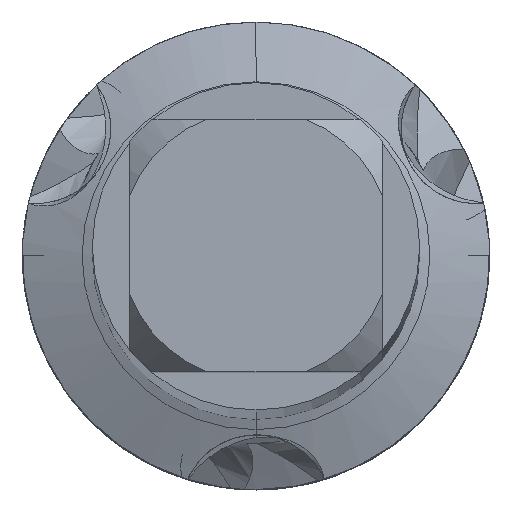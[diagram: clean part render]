
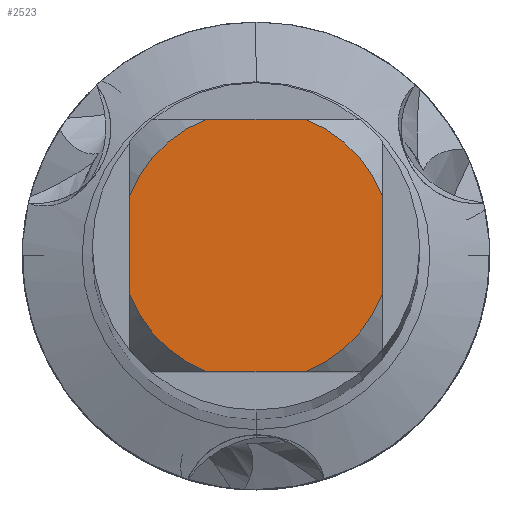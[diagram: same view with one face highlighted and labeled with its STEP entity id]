
A CAD part, top view. The second image highlights one B-rep face of the part: STEP entity #2523.
In plain terms, the highlighted planar face has unit normal (0, 0, 1).
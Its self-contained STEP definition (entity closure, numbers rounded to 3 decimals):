
#1345=VERTEX_POINT('',#3680);
#1411=VERTEX_POINT('',#3751);
#1593=VERTEX_POINT('',#3949);
#1661=VERTEX_POINT('',#4021);
#1773=EDGE_CURVE('',#1345,#2819,#4143,.T.);
#2059=VERTEX_POINT('',#4457);
#2325=EDGE_CURVE('',#2791,#3255,#4752,.T.);
#2409=EDGE_CURVE('',#1345,#1411,#4844,.T.);
#2523=ADVANCED_FACE('',(#4965),#4966,.T.);
#2683=EDGE_CURVE('',#1593,#2819,#5144,.T.);
#2791=VERTEX_POINT('',#5260);
#2819=VERTEX_POINT('',#5289);
#2871=EDGE_CURVE('',#1593,#3255,#5347,.T.);
#2877=EDGE_CURVE('',#1661,#2059,#5353,.T.);
#2887=EDGE_CURVE('',#2791,#2059,#5363,.T.);
#2943=EDGE_CURVE('',#1661,#1411,#5422,.T.);
#3255=VERTEX_POINT('',#5761);
#3680=CARTESIAN_POINT('',(-1.35,0.529,0.0));
#3751=CARTESIAN_POINT('',(-1.35,-0.529,0.0));
#3949=CARTESIAN_POINT('',(0.529,1.35,0.0));
#4021=CARTESIAN_POINT('',(-0.529,-1.35,0.0));
#4143=CIRCLE('',#7735,1.45);
#4457=CARTESIAN_POINT('',(0.529,-1.35,0.0));
#4752=LINE('',#9538,#9539);
#4844=LINE('',#9926,#9927);
#4965=FACE_OUTER_BOUND('',#10232,.T.);
#4966=PLANE('',#10233);
#5144=LINE('',#10819,#10820);
#5260=CARTESIAN_POINT('',(1.35,-0.529,0.0));
#5289=CARTESIAN_POINT('',(-0.529,1.35,0.0));
#5347=CIRCLE('',#11341,1.45);
#5353=LINE('',#11350,#11351);
#5363=CIRCLE('',#11367,1.45);
#5422=CIRCLE('',#11520,1.45);
#5761=CARTESIAN_POINT('',(1.35,0.529,0.0));
#7735=AXIS2_PLACEMENT_3D('',#13509,#13510,#13511);
#9538=CARTESIAN_POINT('',(1.35,0.363,0.0));
#9539=VECTOR('',#14392,1.0);
#9926=CARTESIAN_POINT('',(-1.35,0.363,0.0));
#9927=VECTOR('',#14471,1.0);
#10232=EDGE_LOOP('',(#14559,#14560,#14561,#14562,#14563,#14564,#14565,#14566));
#10233=AXIS2_PLACEMENT_3D('',#14567,#14568,#14569);
#10819=CARTESIAN_POINT('',(0.0,1.35,0.0));
#10820=VECTOR('',#14761,1.0);
#11341=AXIS2_PLACEMENT_3D('',#14965,#14966,#14967);
#11350=CARTESIAN_POINT('',(0.0,-1.35,0.0));
#11351=VECTOR('',#14974,1.0);
#11367=AXIS2_PLACEMENT_3D('',#14978,#14979,#14980);
#11520=AXIS2_PLACEMENT_3D('',#15018,#15019,#15020);
#13509=CARTESIAN_POINT('',(0.0,0.0,0.0));
#13510=DIRECTION('',(0.0,0.0,-1.0));
#13511=DIRECTION('',(0.0,1.0,0.0));
#14392=DIRECTION('',(-0.0,1.0,0.0));
#14471=DIRECTION('',(-0.0,-1.0,0.0));
#14559=ORIENTED_EDGE('',*,*,#2409,.T.);
#14560=ORIENTED_EDGE('',*,*,#2943,.F.);
#14561=ORIENTED_EDGE('',*,*,#2877,.T.);
#14562=ORIENTED_EDGE('',*,*,#2887,.F.);
#14563=ORIENTED_EDGE('',*,*,#2325,.T.);
#14564=ORIENTED_EDGE('',*,*,#2871,.F.);
#14565=ORIENTED_EDGE('',*,*,#2683,.T.);
#14566=ORIENTED_EDGE('',*,*,#1773,.F.);
#14567=CARTESIAN_POINT('',(0.0,0.725,0.0));
#14568=DIRECTION('',(-0.0,0.0,1.0));
#14569=DIRECTION('',(0.0,-1.0,0.0));
#14761=DIRECTION('',(-1.0,0.0,0.0));
#14965=CARTESIAN_POINT('',(0.0,0.0,0.0));
#14966=DIRECTION('',(0.0,0.0,-1.0));
#14967=DIRECTION('',(0.0,1.0,0.0));
#14974=DIRECTION('',(1.0,0.0,0.0));
#14978=CARTESIAN_POINT('',(0.0,0.0,0.0));
#14979=DIRECTION('',(0.0,0.0,-1.0));
#14980=DIRECTION('',(0.0,1.0,0.0));
#15018=CARTESIAN_POINT('',(0.0,0.0,0.0));
#15019=DIRECTION('',(0.0,0.0,-1.0));
#15020=DIRECTION('',(0.0,1.0,0.0));
